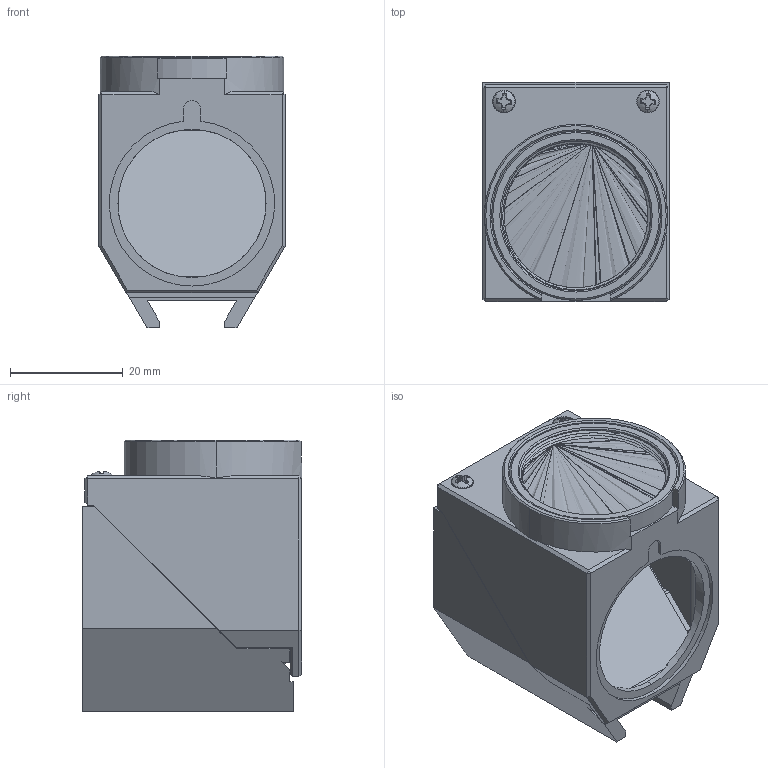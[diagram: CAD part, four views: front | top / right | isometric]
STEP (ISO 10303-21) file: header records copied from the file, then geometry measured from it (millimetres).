
FILE_DESCRIPTION((''),'2;1');
FILE_NAME('MDFM-MF2_ASM_ASM','2023-10-07T11:09:03',('R&D'),(''),'CREO PARAMETRIC BY PTC INC, 2021063','CREO PARAMETRIC BY PTC INC, 2021063','');
FILE_SCHEMA(('CONFIG_CONTROL_DESIGN'));
Length unit declared in the file: millimetre
Products named in the file (10): MDFM-MF2-02_1; MDFM-MF2-03_56; MDFM-MF2-04_1; MDFM-MF2-05_20; MDFM-MF2-06_125; MDFM-MF2-07_12; MDFM-MF2-09_2; MDFM-MF2-01_9; MDFM-MF2_ASM_66_ASM; MDFM-MF2_ASM_ASM
Assembly tree (11 placements, depth 3):
  MDFM-MF2_ASM_ASM
    MDFM-MF2_ASM_66_ASM
      MDFM-MF2-02_1  x2
      MDFM-MF2-03_56
      MDFM-MF2-04_1  x2
      MDFM-MF2-05_20
      MDFM-MF2-06_125
      MDFM-MF2-07_12
      MDFM-MF2-09_2
      MDFM-MF2-01_9
Bounding box: 33.02 x 38.96 x 48.25 mm (x, y, z)
Volume: 19231.5 mm3; surface area: 20329.2 mm2
Topology: 9 solids, 9 shells, 672 faces, 1931 edges, 1282 vertices
Faces by surface type: cylinder 323, plane 242, cone 53, bspline 30, torus 16, sphere 8
Entity records: 30294 total; most frequent: CARTESIAN_POINT 17848, ORIENTED_EDGE 2756, DIRECTION 2298, EDGE_CURVE 1378, VERTEX_POINT 910, AXIS2_PLACEMENT_3D 801, VECTOR 696, LINE 696
